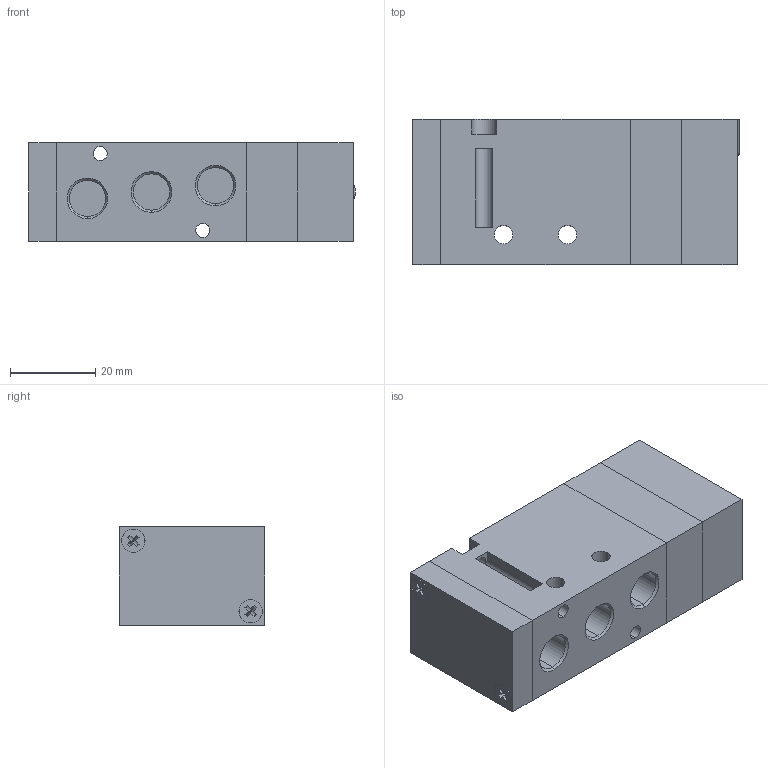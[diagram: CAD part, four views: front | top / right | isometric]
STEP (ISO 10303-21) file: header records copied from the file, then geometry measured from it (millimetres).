
FILE_DESCRIPTION (( 'STEP AP203' ), '1' );
FILE_NAME ('SFP3101.STEP', '2016-01-13T02:35:15', ( 'yrd8' ), ( 'Hewlett-Packard Company' ), 'SwSTEP 2.0', 'SolidWorks 2008', '' );
FILE_SCHEMA (( 'CONFIG_CONTROL_DESIGN' ));
Length unit declared in the file: millimetre
Products named in the file (5): SFP3000 BODY_ル遽; SFP3000 Semi Pilot_ル遽; SFP3000 SEMY_ル遽; SFP3000 BODY COVER_ル遽; SFP3101
Assembly tree (4 placements, depth 2):
  SFP3101
    SFP3000 SEMY_ル遽
    SFP3000 BODY_ル遽
    SFP3000 BODY COVER_ル遽
    SFP3000 Semi Pilot_ル遽
Bounding box: 76.5 x 34 x 23 mm (x, y, z)
Volume: 54687.1 mm3; surface area: 17859.8 mm2
Topology: 4 solids, 4 shells, 166 faces, 391 edges, 252 vertices
Faces by surface type: plane 103, cylinder 50, cone 12, torus 1
Entity records: 5277 total; most frequent: DIRECTION 848, CARTESIAN_POINT 814, ORIENTED_EDGE 778, EDGE_CURVE 389, AXIS2_PLACEMENT_3D 286, LINE 276, VECTOR 276, VERTEX_POINT 252
